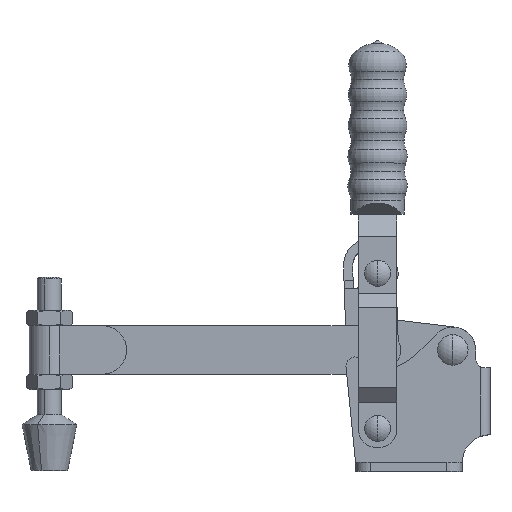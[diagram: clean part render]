
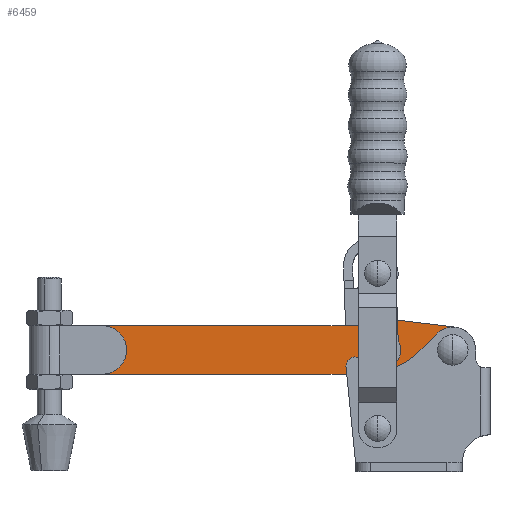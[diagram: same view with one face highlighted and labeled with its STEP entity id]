
A CAD part, top view. The second image highlights one B-rep face of the part: STEP entity #6459.
In plain terms, the highlighted planar face has unit normal (0, 0, 1).
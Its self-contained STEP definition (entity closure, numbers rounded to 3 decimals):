
#11 = EDGE_CURVE ( 'NONE', #10000, #4879, #3020, .T. ) ;
#33 = CARTESIAN_POINT ( 'NONE',  ( -130.2, 42.8, 3. ) ) ;
#201 = DIRECTION ( 'NONE',  ( 1., 0., 0. ) ) ;
#494 = CARTESIAN_POINT ( 'NONE',  ( -35.685, 50.244, 3. ) ) ;
#525 = VERTEX_POINT ( 'NONE', #4150 ) ;
#567 = CIRCLE ( 'NONE', #2109, 2. ) ;
#804 = EDGE_CURVE ( 'NONE', #9272, #3803, #8589, .T. ) ;
#879 = DIRECTION ( 'NONE',  ( 1., 0., 0. ) ) ;
#889 = DIRECTION ( 'NONE',  ( 0., 0., 1. ) ) ;
#1055 = CARTESIAN_POINT ( 'NONE',  ( -135.2, 42.8, 3. ) ) ;
#1073 = CARTESIAN_POINT ( 'NONE',  ( -35.6, 39.8, 3. ) ) ;
#1182 = ORIENTED_EDGE ( 'NONE', *, *, #2613, .T. ) ;
#1385 = VECTOR ( 'NONE', #8271, 1000. ) ;
#1503 = FACE_BOUND ( 'NONE', #5131, .T. ) ;
#1710 = DIRECTION ( 'NONE',  ( 0., -1., 0. ) ) ;
#1713 = DIRECTION ( 'NONE',  ( -1., 0., 0. ) ) ;
#1753 = CARTESIAN_POINT ( 'NONE',  ( -35.6, 41.8, 3. ) ) ;
#1922 = DIRECTION ( 'NONE',  ( 0., -1., 0. ) ) ;
#2109 = AXIS2_PLACEMENT_3D ( 'NONE', #8191, #3094, #9017 ) ;
#2219 = ORIENTED_EDGE ( 'NONE', *, *, #9356, .T. ) ;
#2304 = LINE ( 'NONE', #7896, #8577 ) ;
#2311 = EDGE_CURVE ( 'NONE', #3803, #2438, #4884, .T. ) ;
#2396 = CIRCLE ( 'NONE', #9879, 7.5 ) ;
#2438 = VERTEX_POINT ( 'NONE', #4197 ) ;
#2458 = EDGE_CURVE ( 'NONE', #2438, #2767, #4473, .T. ) ;
#2486 = ORIENTED_EDGE ( 'NONE', *, *, #11, .T. ) ;
#2561 = ORIENTED_EDGE ( 'NONE', *, *, #8079, .T. ) ;
#2564 = DIRECTION ( 'NONE',  ( 0., 0., -1. ) ) ;
#2565 = CARTESIAN_POINT ( 'NONE',  ( -130.2, 47.8, 3. ) ) ;
#2576 = DIRECTION ( 'NONE',  ( 0., 0., 1. ) ) ;
#2613 = EDGE_CURVE ( 'NONE', #2767, #7767, #7186, .T. ) ;
#2767 = VERTEX_POINT ( 'NONE', #10561 ) ;
#3020 = CIRCLE ( 'NONE', #8687, 2. ) ;
#3052 = CARTESIAN_POINT ( 'NONE',  ( -36.6, 36.8, 3. ) ) ;
#3080 = DIRECTION ( 'NONE',  ( 0., 0., -1. ) ) ;
#3094 = DIRECTION ( 'NONE',  ( 0., 0., -1. ) ) ;
#3124 = VECTOR ( 'NONE', #7682, 1000. ) ;
#3164 = CARTESIAN_POINT ( 'NONE',  ( -130.2, 31.8, 3. ) ) ;
#3408 = LINE ( 'NONE', #8547, #3124 ) ;
#3502 = EDGE_CURVE ( 'NONE', #7416, #9272, #2304, .T. ) ;
#3533 = CARTESIAN_POINT ( 'NONE',  ( -12.2, 41.8, 3. ) ) ;
#3575 = CARTESIAN_POINT ( 'NONE',  ( -130.2, 31.8, 3. ) ) ;
#3614 = CIRCLE ( 'NONE', #5010, 2. ) ;
#3685 = ORIENTED_EDGE ( 'NONE', *, *, #9073, .T. ) ;
#3699 = DIRECTION ( 'NONE',  ( 0., 0., 1. ) ) ;
#3803 = VERTEX_POINT ( 'NONE', #6838 ) ;
#3898 = DIRECTION ( 'NONE',  ( 1., 0., 0. ) ) ;
#4026 = CARTESIAN_POINT ( 'NONE',  ( -35.6, 37.8, 3. ) ) ;
#4150 = CARTESIAN_POINT ( 'NONE',  ( -12.2, 37.8, 3. ) ) ;
#4197 = CARTESIAN_POINT ( 'NONE',  ( -130.2, 47.8, 3. ) ) ;
#4314 = EDGE_CURVE ( 'NONE', #4926, #525, #3614, .T. ) ;
#4473 = CIRCLE ( 'NONE', #6205, 5. ) ;
#4591 = DIRECTION ( 'NONE',  ( 0., 0., 1. ) ) ;
#4879 = VERTEX_POINT ( 'NONE', #1753 ) ;
#4884 = LINE ( 'NONE', #2565, #5441 ) ;
#4926 = VERTEX_POINT ( 'NONE', #3533 ) ;
#5010 = AXIS2_PLACEMENT_3D ( 'NONE', #8182, #3080, #9002 ) ;
#5014 = EDGE_LOOP ( 'NONE', ( #8296, #5079, #7552, #8463, #6859, #1182, #2561, #2219, #5499, #3685 ) ) ;
#5065 = CARTESIAN_POINT ( 'NONE',  ( -11.285, 32.356, 3. ) ) ;
#5079 = ORIENTED_EDGE ( 'NONE', *, *, #3502, .T. ) ;
#5082 = CARTESIAN_POINT ( 'NONE',  ( -12.2, 39.8, 3. ) ) ;
#5131 = EDGE_LOOP ( 'NONE', ( #9388, #9456 ) ) ;
#5307 = DIRECTION ( 'NONE',  ( -0.993, 0.122, 0. ) ) ;
#5338 = AXIS2_PLACEMENT_3D ( 'NONE', #9232, #889, #201 ) ;
#5441 = VECTOR ( 'NONE', #1713, 1000. ) ;
#5478 = EDGE_LOOP ( 'NONE', ( #6201, #2486 ) ) ;
#5499 = ORIENTED_EDGE ( 'NONE', *, *, #10064, .T. ) ;
#5629 = EDGE_CURVE ( 'NONE', #7801, #7416, #7384, .T. ) ;
#5651 = LINE ( 'NONE', #3164, #1385 ) ;
#5974 = DIRECTION ( 'NONE',  ( 0., 0., 1. ) ) ;
#6036 = FACE_BOUND ( 'NONE', #5478, .T. ) ;
#6201 = ORIENTED_EDGE ( 'NONE', *, *, #7218, .T. ) ;
#6205 = AXIS2_PLACEMENT_3D ( 'NONE', #33, #5974, #879 ) ;
#6241 = EDGE_CURVE ( 'NONE', #525, #4926, #567, .T. ) ;
#6413 = AXIS2_PLACEMENT_3D ( 'NONE', #9703, #4591, #10536 ) ;
#6459 = ADVANCED_FACE ( 'NONE', ( #8012, #1503, #6036 ), #7674, .T. ) ;
#6835 = CARTESIAN_POINT ( 'NONE',  ( -35.6, 39.8, 3. ) ) ;
#6838 = CARTESIAN_POINT ( 'NONE',  ( -42.19, 47.8, 3. ) ) ;
#6859 = ORIENTED_EDGE ( 'NONE', *, *, #2458, .T. ) ;
#7026 = DIRECTION ( 'NONE',  ( 0., -1., 0. ) ) ;
#7039 = DIRECTION ( 'NONE',  ( 0., 0., -1. ) ) ;
#7070 = AXIS2_PLACEMENT_3D ( 'NONE', #5082, #2576, #8535 ) ;
#7112 = CARTESIAN_POINT ( 'NONE',  ( -42.19, 31.8, 3. ) ) ;
#7186 = LINE ( 'NONE', #1055, #9136 ) ;
#7218 = EDGE_CURVE ( 'NONE', #4879, #10000, #9168, .T. ) ;
#7224 = CARTESIAN_POINT ( 'NONE',  ( -35.685, 29.356, 3. ) ) ;
#7359 = VERTEX_POINT ( 'NONE', #7224 ) ;
#7384 = CIRCLE ( 'NONE', #6413, 7.5 ) ;
#7416 = VERTEX_POINT ( 'NONE', #8168 ) ;
#7552 = ORIENTED_EDGE ( 'NONE', *, *, #804, .T. ) ;
#7674 = PLANE ( 'NONE',  #7070 ) ;
#7682 = DIRECTION ( 'NONE',  ( 0.993, 0.122, 0. ) ) ;
#7767 = VERTEX_POINT ( 'NONE', #10919 ) ;
#7801 = VERTEX_POINT ( 'NONE', #5065 ) ;
#7896 = CARTESIAN_POINT ( 'NONE',  ( -35.685, 50.244, 3. ) ) ;
#8012 = FACE_OUTER_BOUND ( 'NONE', #5014, .T. ) ;
#8067 = VERTEX_POINT ( 'NONE', #7112 ) ;
#8079 = EDGE_CURVE ( 'NONE', #7767, #9699, #10692, .T. ) ;
#8168 = CARTESIAN_POINT ( 'NONE',  ( -11.285, 47.244, 3. ) ) ;
#8182 = CARTESIAN_POINT ( 'NONE',  ( -12.2, 39.8, 3. ) ) ;
#8191 = CARTESIAN_POINT ( 'NONE',  ( -12.2, 39.8, 3. ) ) ;
#8271 = DIRECTION ( 'NONE',  ( 1., 0., 0. ) ) ;
#8296 = ORIENTED_EDGE ( 'NONE', *, *, #5629, .T. ) ;
#8463 = ORIENTED_EDGE ( 'NONE', *, *, #2311, .T. ) ;
#8535 = DIRECTION ( 'NONE',  ( 1., 0., 0. ) ) ;
#8547 = CARTESIAN_POINT ( 'NONE',  ( -35.685, 29.356, 3. ) ) ;
#8577 = VECTOR ( 'NONE', #5307, 1000. ) ;
#8589 = CIRCLE ( 'NONE', #5338, 7.5 ) ;
#8687 = AXIS2_PLACEMENT_3D ( 'NONE', #6835, #2564, #1710 ) ;
#8787 = CARTESIAN_POINT ( 'NONE',  ( -130.2, 36.8, 3. ) ) ;
#8977 = DIRECTION ( 'NONE',  ( 0., 0., 1. ) ) ;
#9002 = DIRECTION ( 'NONE',  ( 0., -1., 0. ) ) ;
#9017 = DIRECTION ( 'NONE',  ( 0., -1., 0. ) ) ;
#9073 = EDGE_CURVE ( 'NONE', #7359, #7801, #3408, .T. ) ;
#9136 = VECTOR ( 'NONE', #7026, 1000. ) ;
#9168 = CIRCLE ( 'NONE', #10458, 2. ) ;
#9232 = CARTESIAN_POINT ( 'NONE',  ( -36.6, 42.8, 3. ) ) ;
#9272 = VERTEX_POINT ( 'NONE', #494 ) ;
#9356 = EDGE_CURVE ( 'NONE', #9699, #8067, #5651, .T. ) ;
#9388 = ORIENTED_EDGE ( 'NONE', *, *, #4314, .T. ) ;
#9456 = ORIENTED_EDGE ( 'NONE', *, *, #6241, .T. ) ;
#9626 = DIRECTION ( 'NONE',  ( 1., 0., 0. ) ) ;
#9699 = VERTEX_POINT ( 'NONE', #3575 ) ;
#9703 = CARTESIAN_POINT ( 'NONE',  ( -12.2, 39.8, 3. ) ) ;
#9879 = AXIS2_PLACEMENT_3D ( 'NONE', #3052, #8977, #3898 ) ;
#10000 = VERTEX_POINT ( 'NONE', #4026 ) ;
#10064 = EDGE_CURVE ( 'NONE', #8067, #7359, #2396, .T. ) ;
#10458 = AXIS2_PLACEMENT_3D ( 'NONE', #1073, #7039, #1922 ) ;
#10536 = DIRECTION ( 'NONE',  ( 1., 0., 0. ) ) ;
#10561 = CARTESIAN_POINT ( 'NONE',  ( -135.2, 42.8, 3. ) ) ;
#10692 = CIRCLE ( 'NONE', #10749, 5. ) ;
#10749 = AXIS2_PLACEMENT_3D ( 'NONE', #8787, #3699, #9626 ) ;
#10919 = CARTESIAN_POINT ( 'NONE',  ( -135.2, 36.8, 3. ) ) ;
